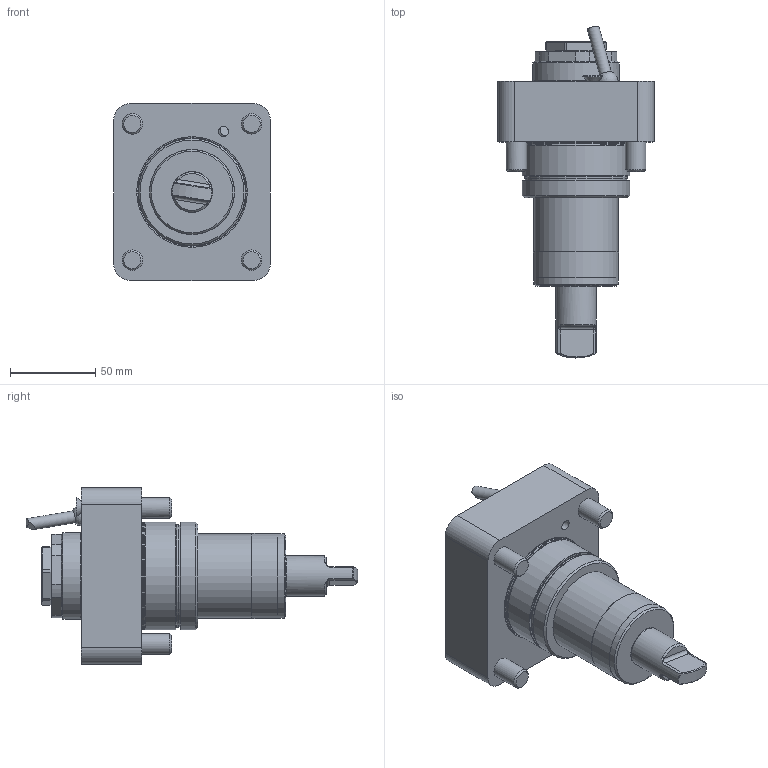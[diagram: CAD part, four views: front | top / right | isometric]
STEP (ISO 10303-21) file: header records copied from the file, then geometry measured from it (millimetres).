
FILE_DESCRIPTION (( 'STEP AP214' ), '1' );
FILE_NAME ('RAPPS32121UG3.STEP', '2021-07-20T06:22:10', ( 'ANDREA' ), ( '' ), 'SwSTEP 2.0', 'SolidWorks 2016', '' );
FILE_SCHEMA (( 'AUTOMOTIVE_DESIGN' ));
Length unit declared in the file: millimetre
Products named in the file (1): RAPPS32121UG3
Bounding box: 92 x 195 x 104 mm (x, y, z)
Volume: 598351.6 mm3; surface area: 60013 mm2
Topology: 3 solids, 4 shells, 478 faces, 1214 edges, 789 vertices
Faces by surface type: plane 261, bspline 95, cylinder 73, cone 40, torus 7, sphere 2
Full cylindrical faces by diameter (mm): 1.7 x1, 2.1 x1, 4 x2, 6 x2, 6.366 x1, 7 x1, 8.8 x1, 11.57 x1, 12 x5, 23.7 x1, 49.5 x1, 49.8 x1, 50 x1, 51 x1, 60 x2, 62.6 x1, 63 x2
Entity records: 22382 total; most frequent: CARTESIAN_POINT 8492, ORIENTED_EDGE 2276, DIRECTION 1841, EDGE_CURVE 1138, VERTEX_POINT 767, LINE 695, VECTOR 695, EDGE_LOOP 581
